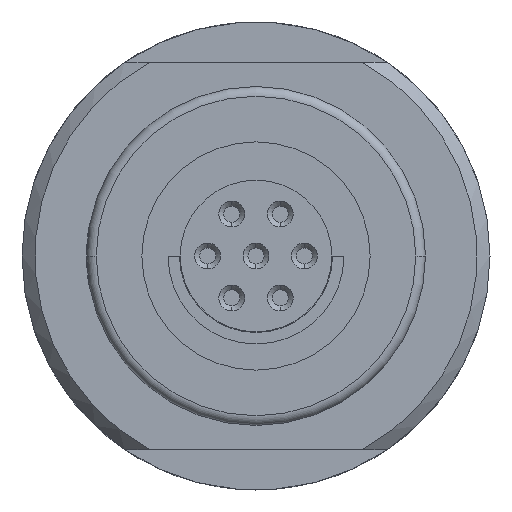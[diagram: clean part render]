
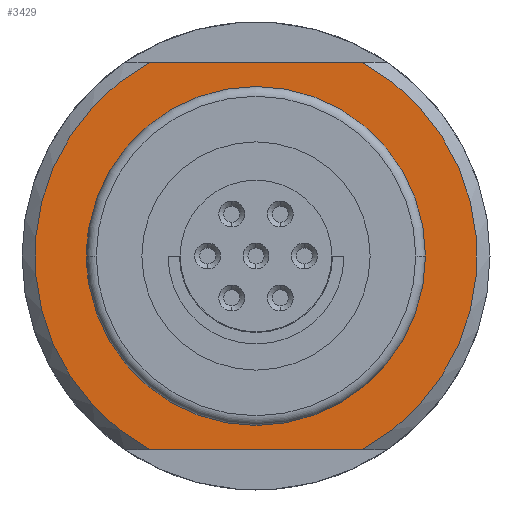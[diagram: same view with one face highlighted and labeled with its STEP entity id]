
A CAD part, left-side view. The second image highlights one B-rep face of the part: STEP entity #3429.
In plain terms, the highlighted planar face has unit normal (-1, 0, 0).
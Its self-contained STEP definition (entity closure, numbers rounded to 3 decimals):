
#197=CARTESIAN_POINT('',(-2.3,0.,0.));
#198=DIRECTION('',(1.,0.,0.));
#199=DIRECTION('',(0.,1.,0.));
#200=AXIS2_PLACEMENT_3D('',#197,#198,#199);
#271=CARTESIAN_POINT('',(-2.3,0.,0.));
#272=DIRECTION('',(-1.,0.,0.));
#273=DIRECTION('',(0.,1.,0.));
#274=AXIS2_PLACEMENT_3D('',#271,#272,#273);
#286=DIRECTION('',(0.,-1.,0.));
#287=VECTOR('',#286,6.61);
#288=CARTESIAN_POINT('',(-2.3,3.305,-6.));
#289=LINE('',#288,#287);
#293=DIRECTION('',(0.,1.,0.));
#294=VECTOR('',#293,6.61);
#295=CARTESIAN_POINT('',(-2.3,-3.305,6.));
#296=LINE('',#295,#294);
#358=CARTESIAN_POINT('',(-2.3,0.,0.));
#359=DIRECTION('',(-1.,0.,0.));
#360=DIRECTION('',(0.,0.482,0.876));
#361=AXIS2_PLACEMENT_3D('',#358,#359,#360);
#428=CARTESIAN_POINT('',(-2.3,0.,0.));
#429=DIRECTION('',(-1.,0.,0.));
#430=DIRECTION('',(0.,-0.482,-0.876));
#431=AXIS2_PLACEMENT_3D('',#428,#429,#430);
#3109=CARTESIAN_POINT('',(-2.3,5.25,0.));
#3110=CARTESIAN_POINT('',(-2.3,-5.25,0.));
#3111=VERTEX_POINT('',#3109);
#3112=VERTEX_POINT('',#3110);
#3175=CARTESIAN_POINT('',(-2.3,3.305,-6.));
#3176=CARTESIAN_POINT('',(-2.3,-3.305,-6.));
#3177=VERTEX_POINT('',#3175);
#3178=VERTEX_POINT('',#3176);
#3179=CARTESIAN_POINT('',(-2.3,-3.305,6.));
#3180=CARTESIAN_POINT('',(-2.3,3.305,6.));
#3181=VERTEX_POINT('',#3179);
#3182=VERTEX_POINT('',#3180);
#3410=CARTESIAN_POINT('',(-2.3,0.,0.));
#3411=DIRECTION('',(1.,0.,0.));
#3412=DIRECTION('',(0.,-1.,0.));
#3413=AXIS2_PLACEMENT_3D('',#3410,#3411,#3412);
#3414=PLANE('',#3413);
#3416=ORIENTED_EDGE('',*,*,#3415,.F.);
#3418=ORIENTED_EDGE('',*,*,#3417,.F.);
#3420=ORIENTED_EDGE('',*,*,#3419,.F.);
#3422=ORIENTED_EDGE('',*,*,#3421,.F.);
#3423=EDGE_LOOP('',(#3416,#3418,#3420,#3422));
#3424=FACE_OUTER_BOUND('',#3423,.F.);
#3425=ORIENTED_EDGE('',*,*,#3325,.F.);
#3426=ORIENTED_EDGE('',*,*,#3404,.T.);
#3427=EDGE_LOOP('',(#3425,#3426));
#3428=FACE_BOUND('',#3427,.F.);
#201=CIRCLE('',#200,5.25);
#275=CIRCLE('',#274,5.25);
#362=CIRCLE('',#361,6.85);
#432=CIRCLE('',#431,6.85);
#3325=EDGE_CURVE('',#3111,#3112,#201,.T.);
#3404=EDGE_CURVE('',#3111,#3112,#275,.T.);
#3415=EDGE_CURVE('',#3177,#3178,#289,.T.);
#3417=EDGE_CURVE('',#3182,#3177,#362,.T.);
#3419=EDGE_CURVE('',#3181,#3182,#296,.T.);
#3421=EDGE_CURVE('',#3178,#3181,#432,.T.);
#3429=ADVANCED_FACE('',(#3424,#3428),#3414,.F.);
